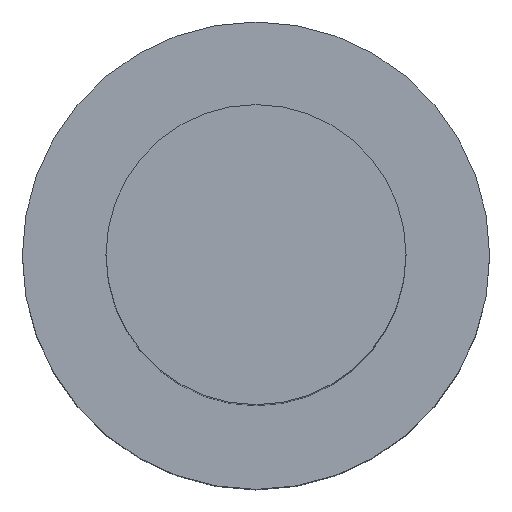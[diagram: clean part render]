
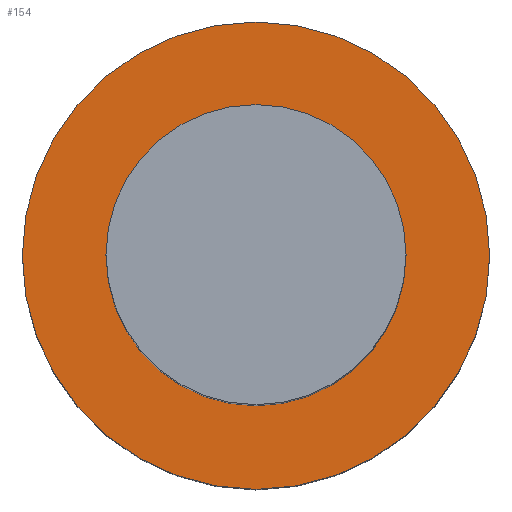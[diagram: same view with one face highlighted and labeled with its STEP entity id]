
A CAD part, top view. The second image highlights one B-rep face of the part: STEP entity #154.
In plain terms, the highlighted planar face has unit normal (0, 0, 1).
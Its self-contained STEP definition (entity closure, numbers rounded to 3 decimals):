
#8 = EDGE_CURVE ( 'NONE', #113, #35, #33, .T. ) ;
#11 = CARTESIAN_POINT ( 'NONE',  ( 2.69, 0., 6. ) ) ;
#13 = EDGE_LOOP ( 'NONE', ( #47, #172 ) ) ;
#14 = CARTESIAN_POINT ( 'NONE',  ( 0., 0., 6. ) ) ;
#15 = CARTESIAN_POINT ( 'NONE',  ( 4.191, 0., 6. ) ) ;
#21 = FACE_OUTER_BOUND ( 'NONE', #81, .T. ) ;
#33 = CIRCLE ( 'NONE', #97, 2.69 ) ;
#35 = VERTEX_POINT ( 'NONE', #11 ) ;
#40 = PLANE ( 'NONE',  #186 ) ;
#41 = DIRECTION ( 'NONE',  ( 1., 0., 0. ) ) ;
#42 = EDGE_CURVE ( 'NONE', #58, #52, #69, .T. ) ;
#45 = CARTESIAN_POINT ( 'NONE',  ( -4.191, 0., 6. ) ) ;
#46 = CARTESIAN_POINT ( 'NONE',  ( -2.69, 0., 6. ) ) ;
#47 = ORIENTED_EDGE ( 'NONE', *, *, #8, .F. ) ;
#52 = VERTEX_POINT ( 'NONE', #45 ) ;
#53 = DIRECTION ( 'NONE',  ( 1., 0., 0. ) ) ;
#58 = VERTEX_POINT ( 'NONE', #15 ) ;
#63 = CIRCLE ( 'NONE', #128, 2.69 ) ;
#64 = DIRECTION ( 'NONE',  ( 0., 0., 1. ) ) ;
#69 = CIRCLE ( 'NONE', #104, 4.191 ) ;
#73 = ORIENTED_EDGE ( 'NONE', *, *, #42, .T. ) ;
#74 = DIRECTION ( 'NONE',  ( 1., 0., 0. ) ) ;
#81 = EDGE_LOOP ( 'NONE', ( #204, #73 ) ) ;
#91 = DIRECTION ( 'NONE',  ( 0., 0., 1. ) ) ;
#96 = CIRCLE ( 'NONE', #198, 4.191 ) ;
#97 = AXIS2_PLACEMENT_3D ( 'NONE', #190, #156, #53 ) ;
#100 = CARTESIAN_POINT ( 'NONE',  ( 0., 0., 6. ) ) ;
#101 = EDGE_CURVE ( 'NONE', #52, #58, #96, .T. ) ;
#104 = AXIS2_PLACEMENT_3D ( 'NONE', #14, #64, #149 ) ;
#113 = VERTEX_POINT ( 'NONE', #46 ) ;
#128 = AXIS2_PLACEMENT_3D ( 'NONE', #100, #194, #74 ) ;
#133 = DIRECTION ( 'NONE',  ( 1., 0., 0. ) ) ;
#149 = DIRECTION ( 'NONE',  ( 1., 0., 0. ) ) ;
#154 = ADVANCED_FACE ( 'NONE', ( #157, #21 ), #40, .T. ) ;
#156 = DIRECTION ( 'NONE',  ( 0., 0., 1. ) ) ;
#157 = FACE_BOUND ( 'NONE', #13, .T. ) ;
#161 = DIRECTION ( 'NONE',  ( 0., 0., 1. ) ) ;
#172 = ORIENTED_EDGE ( 'NONE', *, *, #195, .F. ) ;
#186 = AXIS2_PLACEMENT_3D ( 'NONE', #188, #161, #41 ) ;
#188 = CARTESIAN_POINT ( 'NONE',  ( 0., 0., 6. ) ) ;
#190 = CARTESIAN_POINT ( 'NONE',  ( 0., 0., 6. ) ) ;
#194 = DIRECTION ( 'NONE',  ( 0., 0., 1. ) ) ;
#195 = EDGE_CURVE ( 'NONE', #35, #113, #63, .T. ) ;
#198 = AXIS2_PLACEMENT_3D ( 'NONE', #219, #91, #133 ) ;
#204 = ORIENTED_EDGE ( 'NONE', *, *, #101, .T. ) ;
#219 = CARTESIAN_POINT ( 'NONE',  ( 0., 0., 6. ) ) ;
